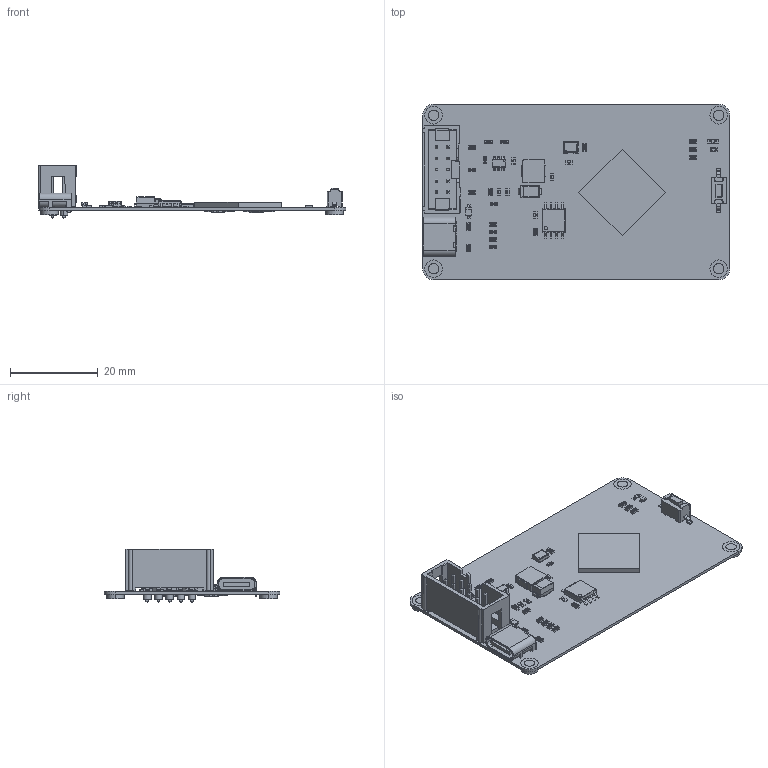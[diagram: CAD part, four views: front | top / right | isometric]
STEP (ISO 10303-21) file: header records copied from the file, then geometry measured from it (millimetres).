
FILE_DESCRIPTION(('Open CASCADE Model'),'2;1');
FILE_NAME('Open CASCADE Shape Model','2020-11-26T21:05:47',('Author'),( 'Open CASCADE'),'Open CASCADE STEP processor 6.8','Open CASCADE 6.8' ,'Unknown');
FILE_SCHEMA(('AUTOMOTIVE_DESIGN { 1 0 10303 214 1 1 1 1 }'));
Length unit declared in the file: millimetre
Products named in the file (91): PCB; Board; Open CASCADE STEP translator 6.8 1.1.1; C14; User_Library-0603_SMD_Capacitor; C13; M4; v400-240; Open CASCADE STEP translator 6.8 1.4.1.1; Open CASCADE STEP translator 6.8 1.4.1.2; M3; M2; M1; Y1; y_3225-4; Open CASCADE STEP translator 6.8 1.8.1.1; Open CASCADE STEP translator 6.8 1.8.1.2; p100-100; USB1; User_Library-USB-TYPE-C20; U3; SO-8_208mil; U2; 7443711936; Extruded; U1; SOT-23-6; User_Library-SOT-23-6-4_SOT-23-6_Body; User_Library-SOT-23-6-4_SOT-23-6_Foot; SW1; c-1437566-4-c-3d; R23; User_Library-RES_1609-0603; R22; R21; R20; R19; R18; R17; R16 ...
Assembly tree (149 placements, depth 4):
  PCB
    Board
      Open CASCADE STEP translator 6.8 1.1.1
    C14
      User_Library-0603_SMD_Capacitor
    C13
      User_Library-0603_SMD_Capacitor
    M4
      v400-240
        Open CASCADE STEP translator 6.8 1.4.1.1
        Open CASCADE STEP translator 6.8 1.4.1.2
    M3
      v400-240
        Open CASCADE STEP translator 6.8 1.4.1.1
        Open CASCADE STEP translator 6.8 1.4.1.2
    M2
      v400-240
        Open CASCADE STEP translator 6.8 1.4.1.1
        Open CASCADE STEP translator 6.8 1.4.1.2
    M1
      v400-240
        Open CASCADE STEP translator 6.8 1.4.1.1
        Open CASCADE STEP translator 6.8 1.4.1.2
    Y1
      y_3225-4
        Open CASCADE STEP translator 6.8 1.8.1.1
        Open CASCADE STEP translator 6.8 1.8.1.2
      p100-100  x4
    USB1
      User_Library-USB-TYPE-C20
    U3
      SO-8_208mil
    U2
      7443711936
        Extruded
    U1
      SOT-23-6
        User_Library-SOT-23-6-4_SOT-23-6_Body
        User_Library-SOT-23-6-4_SOT-23-6_Foot  x6
    SW1
      c-1437566-4-c-3d
    R23
      User_Library-RES_1609-0603
    R22
      User_Library-RES_1609-0603
    R21
      User_Library-RES_1609-0603
    R20
      User_Library-RES_1609-0603
    R19
      User_Library-RES_1609-0603
    R18
      User_Library-RES_1609-0603
    R17
      User_Library-RES_1609-0603
    R16
      User_Library-RES_1609-0603
    R15
      User_Library-RES_1609-0603
    R14
Bounding box: 70.07 x 40 x 12.24 mm (x, y, z)
Volume: 3068.1 mm3; surface area: 9239 mm2
Topology: 175 solids, 176 shells, 4975 faces, 12301 edges, 7802 vertices
Faces by surface type: plane 2452, bspline 1668, cylinder 670, sphere 158, torus 25, cone 2
Entity records: 54779 total; most frequent: CARTESIAN_POINT 16029, ORIENTED_EDGE 6840, DIRECTION 6050, EDGE_CURVE 3421, LINE 2230, VECTOR 2230, VERTEX_POINT 2162, AXIS2_PLACEMENT_3D 1910
